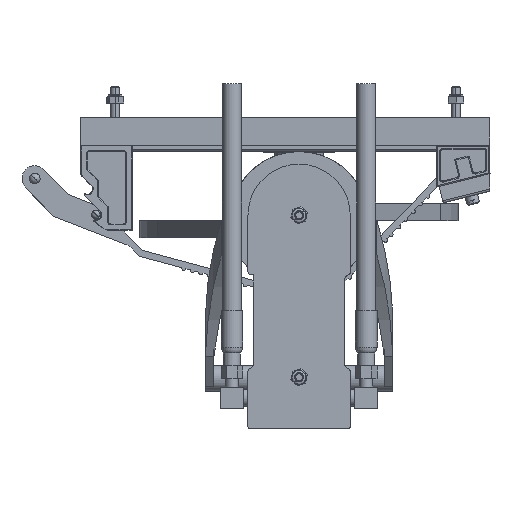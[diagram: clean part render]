
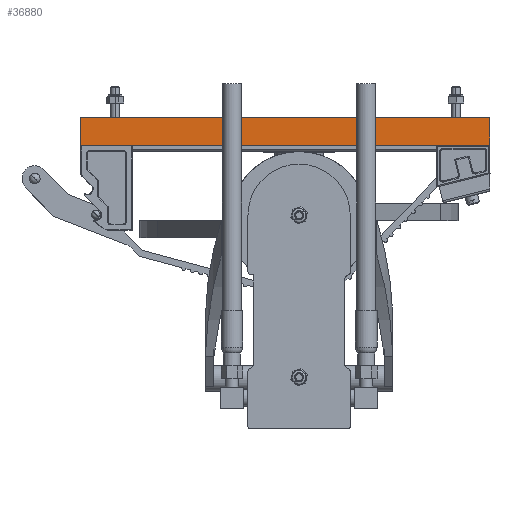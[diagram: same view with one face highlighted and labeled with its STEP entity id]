
A CAD part, front view. The second image highlights one B-rep face of the part: STEP entity #36880.
In plain terms, the highlighted face is planar.
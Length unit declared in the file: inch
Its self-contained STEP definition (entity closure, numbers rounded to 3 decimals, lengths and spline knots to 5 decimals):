
#1525 = EDGE_LOOP ( 'NONE', ( #40063, #40064, #40065, #40066 ) ) ;
#9789 = FACE_OUTER_BOUND ( 'NONE', #1525, .T. ) ;
#12935 = CARTESIAN_POINT ( 'NONE',  ( 0.8125, 0., 6. ) ) ;
#12936 = PLANE ( 'NONE',  #13967 ) ;
#12941 = DIRECTION ( 'NONE',  ( -1., 0., 0. ) ) ;
#12942 = DIRECTION ( 'NONE',  ( 0., 0., 1. ) ) ;
#13967 = AXIS2_PLACEMENT_3D ( 'NONE', #12935, #12941, #12942 ) ;
#29167 = CARTESIAN_POINT ( 'NONE',  ( 0.8125, 0., 6. ) ) ;
#29176 = CARTESIAN_POINT ( 'NONE',  ( 0.8125, 0., -6. ) ) ;
#29206 = CARTESIAN_POINT ( 'NONE',  ( 0.8125, 0.8125, 6. ) ) ;
#29214 = CARTESIAN_POINT ( 'NONE',  ( 0.8125, 0.8125, -6. ) ) ;
#34249 = CARTESIAN_POINT ( 'NONE',  ( 0.8125, 0., 6. ) ) ;
#34250 = DIRECTION ( 'NONE',  ( 0., 1., 0. ) ) ;
#34262 = CARTESIAN_POINT ( 'NONE',  ( 0.8125, 0., -6. ) ) ;
#34264 = CARTESIAN_POINT ( 'NONE',  ( 0.8125, 0.8125, 6. ) ) ;
#34265 = DIRECTION ( 'NONE',  ( 0., 0., -1. ) ) ;
#34266 = CARTESIAN_POINT ( 'NONE',  ( 0.8125, 0., 6. ) ) ;
#34267 = DIRECTION ( 'NONE',  ( 0., 1., 0. ) ) ;
#34269 = DIRECTION ( 'NONE',  ( 0., 0., -1. ) ) ;
#36880 = ADVANCED_FACE ( 'NONE', ( #9789 ), #12936, .F. ) ;
#38446 = VERTEX_POINT ( 'NONE', #29167 ) ;
#38455 = VERTEX_POINT ( 'NONE', #29176 ) ;
#38485 = VERTEX_POINT ( 'NONE', #29206 ) ;
#38493 = VERTEX_POINT ( 'NONE', #29214 ) ;
#40063 = ORIENTED_EDGE ( 'NONE', *, *, #49094, .T. ) ;
#40064 = ORIENTED_EDGE ( 'NONE', *, *, #49092, .F. ) ;
#40065 = ORIENTED_EDGE ( 'NONE', *, *, #49075, .F. ) ;
#40066 = ORIENTED_EDGE ( 'NONE', *, *, #49097, .T. ) ;
#43397 = LINE ( 'NONE', #34249, #43403 ) ;
#43403 = VECTOR ( 'NONE', #34250, 39.37008 ) ;
#43407 = LINE ( 'NONE', #34266, #43421 ) ;
#43412 = LINE ( 'NONE', #34262, #43419 ) ;
#43417 = LINE ( 'NONE', #34264, #43418 ) ;
#43418 = VECTOR ( 'NONE', #34265, 39.37008 ) ;
#43419 = VECTOR ( 'NONE', #34267, 39.37008 ) ;
#43421 = VECTOR ( 'NONE', #34269, 39.37008 ) ;
#49075 = EDGE_CURVE ( 'NONE', #38446, #38485, #43397, .T. ) ;
#49092 = EDGE_CURVE ( 'NONE', #38485, #38493, #43417, .T. ) ;
#49094 = EDGE_CURVE ( 'NONE', #38455, #38493, #43412, .T. ) ;
#49097 = EDGE_CURVE ( 'NONE', #38446, #38455, #43407, .T. ) ;
